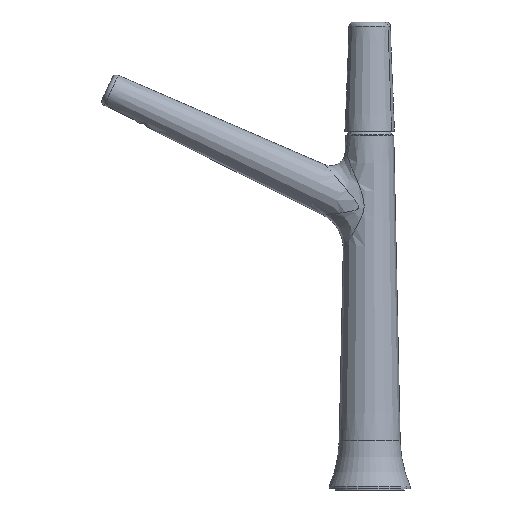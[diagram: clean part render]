
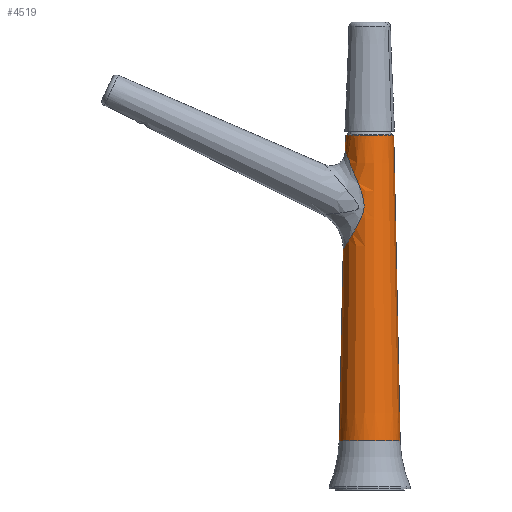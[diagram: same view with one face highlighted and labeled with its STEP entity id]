
A CAD part, left-side view. The second image highlights one B-rep face of the part: STEP entity #4519.
In plain terms, the highlighted conical face has half-angle 1.202 degrees and reference radius 16 mm.
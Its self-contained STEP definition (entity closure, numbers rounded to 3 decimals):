
#4319=CARTESIAN_POINT('Vertex',(0.,243.906,35.781)) ;
#4326=CARTESIAN_POINT('Vertex',(0.,203.385,35.781)) ;
#4341=CARTESIAN_POINT('Axis2P3D Location',(0.,223.645,238.781)) ;
#4346=CARTESIAN_POINT('Line Origine',(0.,205.515,137.281)) ;
#4350=CARTESIAN_POINT('Vertex',(0.,207.645,238.781)) ;
#4353=CARTESIAN_POINT('Line Origine',(0.,241.776,137.281)) ;
#4357=CARTESIAN_POINT('Vertex',(0.,241.234,163.09)) ;
#4418=CARTESIAN_POINT('Vertex',(0.,239.864,228.375)) ;
#4421=CARTESIAN_POINT('Line Origine',(0.,241.776,137.281)) ;
#4425=CARTESIAN_POINT('Vertex',(0.,239.645,238.781)) ;
#4442=CARTESIAN_POINT('Axis2P3D Location',(0.,223.645,238.781)) ;
#4448=CARTESIAN_POINT('Control Point',(0.,239.864,228.375)) ;
#4449=CARTESIAN_POINT('Control Point',(-0.794,239.864,228.375)) ;
#4450=CARTESIAN_POINT('Control Point',(-1.589,239.818,228.254)) ;
#4451=CARTESIAN_POINT('Control Point',(-2.361,239.725,228.009)) ;
#4452=CARTESIAN_POINT('Control Point',(-3.789,239.475,227.345)) ;
#4453=CARTESIAN_POINT('Control Point',(-5.048,239.12,226.408)) ;
#4454=CARTESIAN_POINT('Control Point',(-5.618,238.931,225.907)) ;
#4455=CARTESIAN_POINT('Control Point',(-6.664,238.536,224.86)) ;
#4456=CARTESIAN_POINT('Control Point',(-7.554,238.119,223.755)) ;
#4457=CARTESIAN_POINT('Control Point',(-7.962,237.91,223.201)) ;
#4458=CARTESIAN_POINT('Control Point',(-8.868,237.41,221.879)) ;
#4459=CARTESIAN_POINT('Control Point',(-9.644,236.904,220.559)) ;
#4460=CARTESIAN_POINT('Control Point',(-10.065,236.606,219.797)) ;
#4461=CARTESIAN_POINT('Control Point',(-10.983,235.905,218.031)) ;
#4462=CARTESIAN_POINT('Control Point',(-11.794,235.17,216.254)) ;
#4463=CARTESIAN_POINT('Control Point',(-12.228,234.739,215.238)) ;
#4464=CARTESIAN_POINT('Control Point',(-12.985,233.917,213.326)) ;
#4465=CARTESIAN_POINT('Control Point',(-13.647,233.072,211.378)) ;
#4466=CARTESIAN_POINT('Control Point',(-13.934,232.677,210.464)) ;
#4467=CARTESIAN_POINT('Control Point',(-14.616,231.664,208.096)) ;
#4468=CARTESIAN_POINT('Control Point',(-15.164,230.678,205.667)) ;
#4469=CARTESIAN_POINT('Control Point',(-15.449,230.101,204.164)) ;
#4470=CARTESIAN_POINT('Control Point',(-15.862,229.171,201.552)) ;
#4471=CARTESIAN_POINT('Control Point',(-16.16,228.392,198.879)) ;
#4472=CARTESIAN_POINT('Control Point',(-16.266,228.1,197.752)) ;
#4473=CARTESIAN_POINT('Control Point',(-16.408,227.698,195.956)) ;
#4474=CARTESIAN_POINT('Control Point',(-16.509,227.44,194.047)) ;
#4475=CARTESIAN_POINT('Control Point',(-16.541,227.368,193.309)) ;
#4476=CARTESIAN_POINT('Control Point',(-16.579,227.309,192.12)) ;
#4477=CARTESIAN_POINT('Control Point',(-16.593,227.373,190.821)) ;
#4478=CARTESIAN_POINT('Control Point',(-16.594,227.413,190.357)) ;
#4479=CARTESIAN_POINT('Control Point',(-16.586,227.55,189.289)) ;
#4480=CARTESIAN_POINT('Control Point',(-16.552,227.783,188.231)) ;
#4481=CARTESIAN_POINT('Control Point',(-16.526,227.939,187.66)) ;
#4482=CARTESIAN_POINT('Control Point',(-16.44,228.373,186.27)) ;
#4483=CARTESIAN_POINT('Control Point',(-16.314,228.88,185.008)) ;
#4484=CARTESIAN_POINT('Control Point',(-16.225,229.198,184.279)) ;
#4485=CARTESIAN_POINT('Control Point',(-16.049,229.766,183.043)) ;
#4486=CARTESIAN_POINT('Control Point',(-15.837,230.351,181.858)) ;
#4487=CARTESIAN_POINT('Control Point',(-15.739,230.604,181.356)) ;
#4488=CARTESIAN_POINT('Control Point',(-15.368,231.506,179.599)) ;
#4489=CARTESIAN_POINT('Control Point',(-14.91,232.422,177.902)) ;
#4490=CARTESIAN_POINT('Control Point',(-14.534,233.082,176.701)) ;
#4491=CARTESIAN_POINT('Control Point',(-13.721,234.336,174.462)) ;
#4492=CARTESIAN_POINT('Control Point',(-12.687,235.585,172.298)) ;
#4493=CARTESIAN_POINT('Control Point',(-12.142,236.172,171.296)) ;
#4494=CARTESIAN_POINT('Control Point',(-10.928,237.333,169.342)) ;
#4495=CARTESIAN_POINT('Control Point',(-9.398,238.449,167.514)) ;
#4496=CARTESIAN_POINT('Control Point',(-8.544,238.989,166.641)) ;
#4497=CARTESIAN_POINT('Control Point',(-6.921,239.844,165.274)) ;
#4498=CARTESIAN_POINT('Control Point',(-4.952,240.531,164.191)) ;
#4499=CARTESIAN_POINT('Control Point',(-4.094,240.773,163.811)) ;
#4500=CARTESIAN_POINT('Control Point',(-2.761,241.048,163.38)) ;
#4501=CARTESIAN_POINT('Control Point',(-1.352,241.189,163.16)) ;
#4502=CARTESIAN_POINT('Control Point',(-0.903,241.219,163.113)) ;
#4503=CARTESIAN_POINT('Control Point',(-0.452,241.234,163.09)) ;
#4504=CARTESIAN_POINT('Control Point',(0.,241.234,163.09)) ;
#4506=CARTESIAN_POINT('Axis2P3D Location',(0.,223.645,35.781)) ;
#4342=DIRECTION('Axis2P3D Direction',(0.,0.,-1.)) ;
#4343=DIRECTION('Axis2P3D XDirection',(0.,1.,0.)) ;
#4347=DIRECTION('Vector Direction',(0.,-0.021,-1.)) ;
#4354=DIRECTION('Vector Direction',(0.,0.021,-1.)) ;
#4422=DIRECTION('Vector Direction',(0.,0.021,-1.)) ;
#4443=DIRECTION('Axis2P3D Direction',(0.,0.,-1.)) ;
#4507=DIRECTION('Axis2P3D Direction',(0.,0.,-1.)) ;
#4344=AXIS2_PLACEMENT_3D('Cone Axis2P3D',#4341,#4342,#4343) ;
#4444=AXIS2_PLACEMENT_3D('Circle Axis2P3D',#4442,#4443,$) ;
#4508=AXIS2_PLACEMENT_3D('Circle Axis2P3D',#4506,#4507,$) ;
#4512=ORIENTED_EDGE('',*,*,#4446,.F.) ;
#4513=ORIENTED_EDGE('',*,*,#4427,.F.) ;
#4514=ORIENTED_EDGE('',*,*,#4505,.T.) ;
#4515=ORIENTED_EDGE('',*,*,#4359,.F.) ;
#4516=ORIENTED_EDGE('',*,*,#4510,.T.) ;
#4517=ORIENTED_EDGE('',*,*,#4352,.F.) ;
#4348=VECTOR('Line Direction',#4347,1.) ;
#4355=VECTOR('Line Direction',#4354,1.) ;
#4423=VECTOR('Line Direction',#4422,1.) ;
#4519=ADVANCED_FACE('PartBody',(#4518),#4345,.T.) ;
#4447=B_SPLINE_CURVE_WITH_KNOTS('',5,(#4448,#4449,#4450,#4451,#4452,#4453,#4454,#4455,#4456,#4457,#4458,#4459,#4460,#4461,#4462,#4463,#4464,#4465,#4466,#4467,#4468,#4469,#4470,#4471,#4472,#4473,#4474,#4475,#4476,#4477,#4478,#4479,#4480,#4481,#4482,#4483,#4484,#4485,#4486,#4487,#4488,#4489,#4490,#4491,#4492,#4493,#4494,#4495,#4496,#4497,#4498,#4499,#4500,#4501,#4502,#4503,#4504),.UNSPECIFIED.,.F.,.U.,(6,3,3,3,3,3,3,3,3,3,3,3,3,3,3,3,3,3,6),(35.464,41.262,46.757,52.205,59.748,69.629,78.19,91.607,101.161,106.756,109.732,113.521,119.33,123.694,134.783,144.719,154.576,161.274,164.351),.UNSPECIFIED.) ;
#4445=CIRCLE('generated circle',#4444,16.) ;
#4509=CIRCLE('generated circle',#4508,20.261) ;
#4345=CONICAL_SURFACE('Cone',#4344,16.,0.021) ;
#4352=EDGE_CURVE('',#4351,#4327,#4349,.T.) ;
#4359=EDGE_CURVE('',#4320,#4358,#4356,.F.) ;
#4427=EDGE_CURVE('',#4419,#4426,#4424,.F.) ;
#4446=EDGE_CURVE('',#4426,#4351,#4445,.F.) ;
#4505=EDGE_CURVE('',#4419,#4358,#4447,.T.) ;
#4510=EDGE_CURVE('',#4320,#4327,#4509,.F.) ;
#4511=EDGE_LOOP('',(#4512,#4513,#4514,#4515,#4516,#4517)) ;
#4518=FACE_OUTER_BOUND('',#4511,.T.) ;
#4349=LINE('Line',#4346,#4348) ;
#4356=LINE('Line',#4353,#4355) ;
#4424=LINE('Line',#4421,#4423) ;
#4320=VERTEX_POINT('',#4319) ;
#4327=VERTEX_POINT('',#4326) ;
#4351=VERTEX_POINT('',#4350) ;
#4358=VERTEX_POINT('',#4357) ;
#4419=VERTEX_POINT('',#4418) ;
#4426=VERTEX_POINT('',#4425) ;
